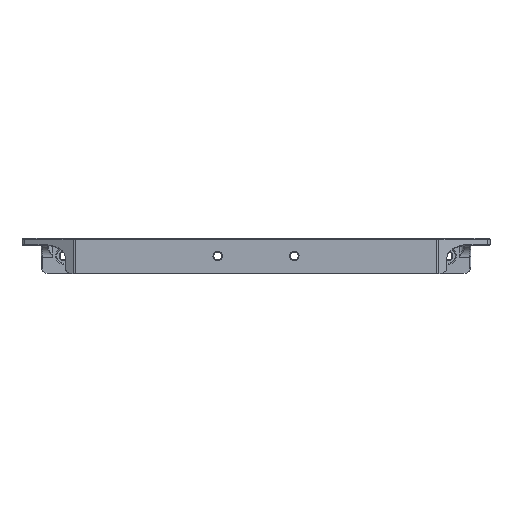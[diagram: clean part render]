
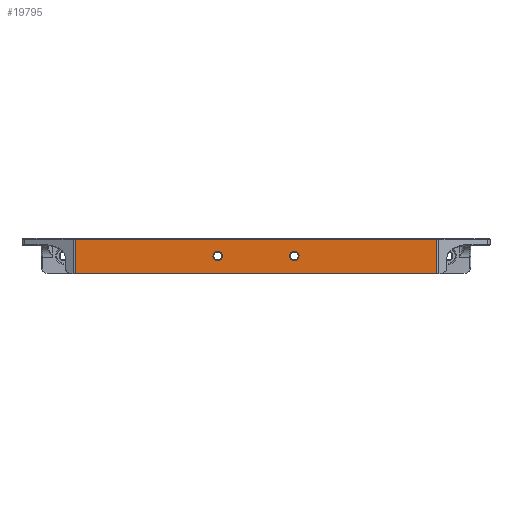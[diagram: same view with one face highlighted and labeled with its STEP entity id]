
A CAD part, front view. The second image highlights one B-rep face of the part: STEP entity #19795.
In plain terms, the highlighted planar face has unit normal (0, -1, 0).
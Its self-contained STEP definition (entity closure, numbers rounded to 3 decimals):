
#39=FACE_BOUND('',#3656,.T.);
#40=FACE_BOUND('',#3657,.T.);
#661=PLANE('',#21724);
#2431=FACE_OUTER_BOUND('',#3655,.T.);
#3655=EDGE_LOOP('',(#17952,#17953,#17954,#17955));
#3656=EDGE_LOOP('',(#17956));
#3657=EDGE_LOOP('',(#17957));
#4359=LINE('',#41449,#6213);
#4958=LINE('',#55627,#6812);
#5345=LINE('',#56776,#7199);
#5554=LINE('',#57181,#7408);
#6213=VECTOR('',#23753,1000.);
#6812=VECTOR('',#25648,1000.);
#7199=VECTOR('',#26805,1000.);
#7408=VECTOR('',#27396,1000.);
#7413=CIRCLE('',#19822,2.);
#7415=CIRCLE('',#19825,2.);
#8215=VERTEX_POINT('',#27427);
#8217=VERTEX_POINT('',#27433);
#8889=VERTEX_POINT('',#41446);
#8890=VERTEX_POINT('',#41448);
#9461=VERTEX_POINT('',#55625);
#9838=VERTEX_POINT('',#56775);
#9845=EDGE_CURVE('',#8215,#8215,#7413,.T.);
#9848=EDGE_CURVE('',#8217,#8217,#7415,.T.);
#10912=EDGE_CURVE('',#8890,#8889,#4359,.T.);
#11895=EDGE_CURVE('',#8889,#9461,#4958,.T.);
#12472=EDGE_CURVE('',#9461,#9838,#5345,.T.);
#12685=EDGE_CURVE('',#9838,#8890,#5554,.T.);
#17952=ORIENTED_EDGE('',*,*,#12685,.T.);
#17953=ORIENTED_EDGE('',*,*,#10912,.T.);
#17954=ORIENTED_EDGE('',*,*,#11895,.T.);
#17955=ORIENTED_EDGE('',*,*,#12472,.T.);
#17956=ORIENTED_EDGE('',*,*,#9845,.T.);
#17957=ORIENTED_EDGE('',*,*,#9848,.T.);
#19795=ADVANCED_FACE('',(#2431,#39,#40),#661,.F.);
#19822=AXIS2_PLACEMENT_3D('',#27428,#21741,#21742);
#19825=AXIS2_PLACEMENT_3D('',#27434,#21748,#21749);
#21724=AXIS2_PLACEMENT_3D('',#57180,#27394,#27395);
#21741=DIRECTION('center_axis',(0.,1.,0.));
#21742=DIRECTION('ref_axis',(1.,0.,0.));
#21748=DIRECTION('center_axis',(0.,1.,0.));
#21749=DIRECTION('ref_axis',(1.,0.,0.));
#23753=DIRECTION('',(0.,0.,1.));
#25648=DIRECTION('',(-1.,0.,0.));
#26805=DIRECTION('',(0.,0.,-1.));
#27394=DIRECTION('center_axis',(0.,1.,0.));
#27395=DIRECTION('ref_axis',(-1.,0.,0.));
#27396=DIRECTION('',(1.,0.,0.));
#27427=CARTESIAN_POINT('',(129.403,-37.,7.5));
#27428=CARTESIAN_POINT('Origin',(131.403,-37.,7.5));
#27433=CARTESIAN_POINT('',(96.597,-37.,7.5));
#27434=CARTESIAN_POINT('Origin',(98.597,-37.,7.5));
#41446=CARTESIAN_POINT('',(192.166,-37.,14.6));
#41448=CARTESIAN_POINT('',(192.166,-37.,0.));
#41449=CARTESIAN_POINT('',(192.166,-37.,15.));
#55625=CARTESIAN_POINT('',(37.871,-37.,14.6));
#55627=CARTESIAN_POINT('',(37.871,-37.,14.6));
#56775=CARTESIAN_POINT('',(37.871,-37.,0.));
#56776=CARTESIAN_POINT('',(37.871,-37.,15.));
#57180=CARTESIAN_POINT('Origin',(37.335,-37.,15.));
#57181=CARTESIAN_POINT('',(37.335,-37.,0.));
